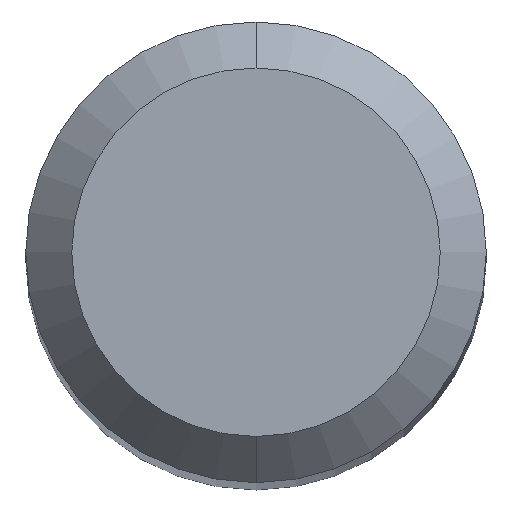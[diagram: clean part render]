
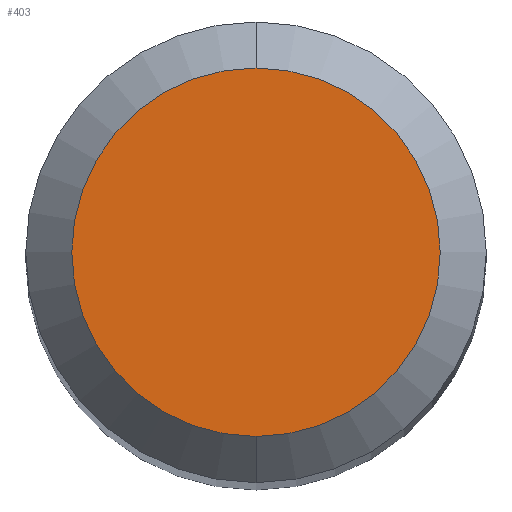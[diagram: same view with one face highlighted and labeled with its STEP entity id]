
A CAD part, top view. The second image highlights one B-rep face of the part: STEP entity #403.
In plain terms, the highlighted planar face has unit normal (0, 0, 1).
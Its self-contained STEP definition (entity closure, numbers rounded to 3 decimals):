
#193=EDGE_CURVE('',#225,#371,#500,.T.);
#225=VERTEX_POINT('',#537);
#301=EDGE_CURVE('',#371,#225,#619,.T.);
#371=VERTEX_POINT('',#693);
#403=ADVANCED_FACE('',(#729),#730,.T.);
#500=CIRCLE('',#887,1.2);
#537=CARTESIAN_POINT('',(0.,-1.2,0.0));
#619=CIRCLE('',#1102,1.2);
#693=CARTESIAN_POINT('',(0.0,1.2,0.0));
#729=FACE_OUTER_BOUND('',#1342,.T.);
#730=PLANE('',#1343);
#887=AXIS2_PLACEMENT_3D('',#1448,#1449,#1450);
#1102=AXIS2_PLACEMENT_3D('',#1588,#1589,#1590);
#1342=EDGE_LOOP('',(#1694,#1695));
#1343=AXIS2_PLACEMENT_3D('',#1696,#1697,#1698);
#1448=CARTESIAN_POINT('',(0.0,0.0,0.0));
#1449=DIRECTION('',(0.0,0.0,-1.0));
#1450=DIRECTION('',(0.0,1.0,0.0));
#1588=CARTESIAN_POINT('',(0.0,0.0,0.0));
#1589=DIRECTION('',(0.0,0.0,-1.0));
#1590=DIRECTION('',(0.0,1.0,0.0));
#1694=ORIENTED_EDGE('',*,*,#301,.F.);
#1695=ORIENTED_EDGE('',*,*,#193,.F.);
#1696=CARTESIAN_POINT('',(0.0,0.6,0.0));
#1697=DIRECTION('',(-0.0,0.0,1.0));
#1698=DIRECTION('',(0.0,-1.0,0.0));
